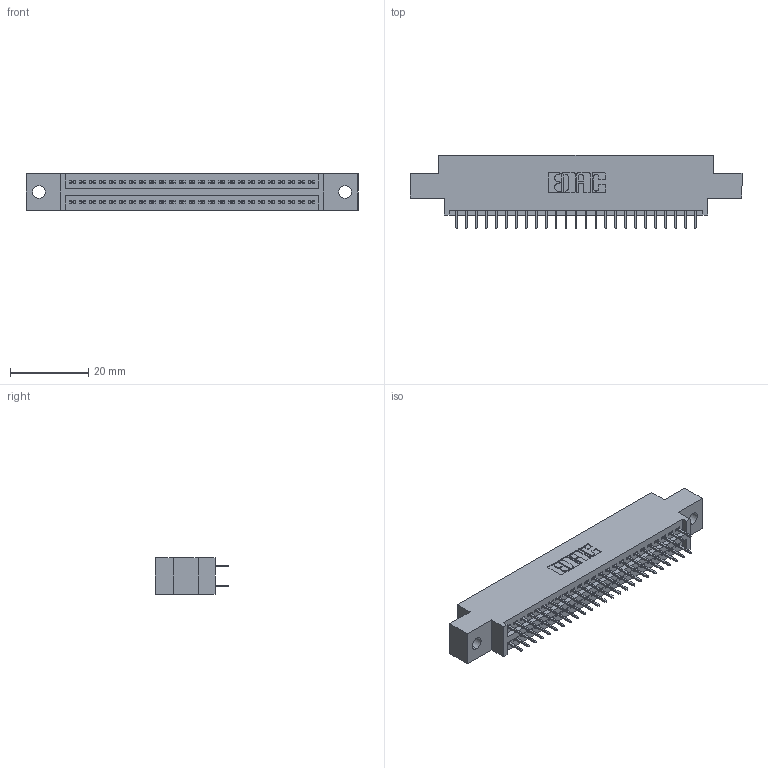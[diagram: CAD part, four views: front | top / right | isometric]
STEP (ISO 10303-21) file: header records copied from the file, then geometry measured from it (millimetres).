
FILE_DESCRIPTION (( 'STEP AP203' ), '1' );
FILE_NAME ('895-050-525-802.STEP', '2020-09-27T09:53:03', ( '' ), ( '' ), 'SwSTEP 2.0', 'SolidWorks 2020', '' );
FILE_SCHEMA (( 'CONFIG_CONTROL_DESIGN' ));
Length unit declared in the file: inch
Products named in the file (3): 895-050-525-802; 845 Part_0.170 Offset - 0.128 Dia; 345-292-001_345-293-125
Assembly tree (51 placements, depth 2):
  895-050-525-802
    845 Part_0.170 Offset - 0.128 Dia
    345-292-001_345-293-125  x50
Bounding box: 84.71 x 18.72 x 9.4 mm (x, y, z)
Volume: 7838.6 mm3; surface area: 10880.2 mm2
Topology: 51 solids, 51 shells, 2830 faces, 8003 edges, 5134 vertices
Faces by surface type: plane 2034, cylinder 796
Entity records: 22113 total; most frequent: CARTESIAN_POINT 3724, ORIENTED_EDGE 3658, DIRECTION 3305, EDGE_CURVE 1829, LINE 1601, VECTOR 1601, VERTEX_POINT 1214, AXIS2_PLACEMENT_3D 852
